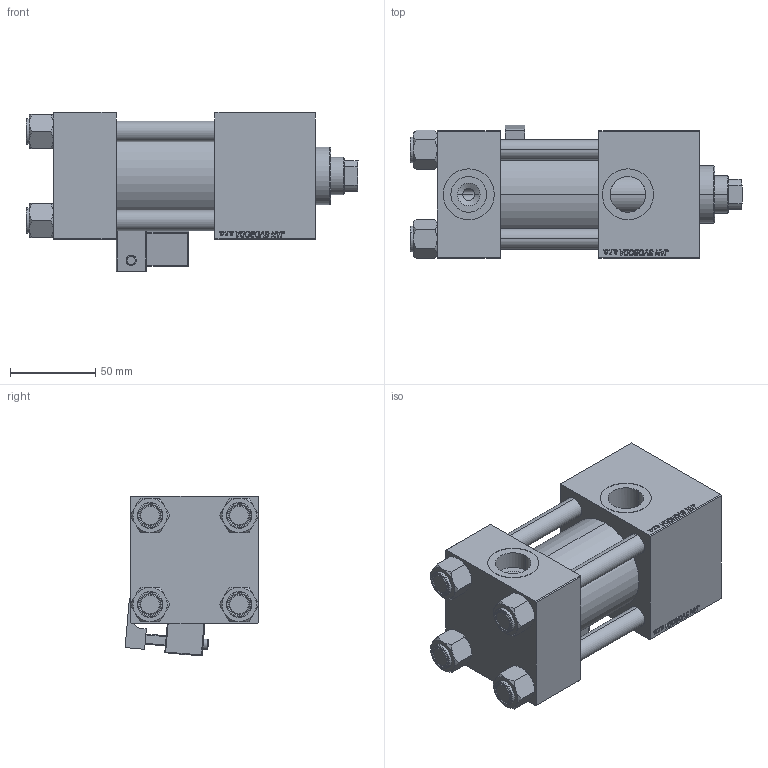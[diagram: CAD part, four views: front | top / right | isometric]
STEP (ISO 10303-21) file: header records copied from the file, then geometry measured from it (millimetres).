
FILE_DESCRIPTION (( 'STEP AP203' ), '1' );
FILE_NAME ('136b.STEP', '2023-04-28T07:26:51', ( '' ), ( '' ), 'SwSTEP 2.0', 'SolidWorks 2019', '' );
FILE_SCHEMA (( 'CONFIG_CONTROL_DESIGN' ));
Length unit declared in the file: millimetre
Products named in the file (7): NUT_M5_V215CD_C 3870f7fe79d0f31bbd47a6a81d912519; V215CD_VCP_C 3870f7fe79d0f31bbd47a6a81d912519; V215CR_MSU 3870f7fe79d0f31bbd47a6a81d912519; V215CD_VC_C 3870f7fe79d0f31bbd47a6a81d912519; 136b; V215CD_C_TYCINKA 3870f7fe79d0f31bbd47a6a81d912519; V215CD_Body_C 3870f7fe79d0f31bbd47a6a81d912519
Assembly tree (12 placements, depth 2):
  136b
    V215CD_Body_C 3870f7fe79d0f31bbd47a6a81d912519
    V215CD_VC_C 3870f7fe79d0f31bbd47a6a81d912519
    V215CD_VCP_C 3870f7fe79d0f31bbd47a6a81d912519
    V215CD_C_TYCINKA 3870f7fe79d0f31bbd47a6a81d912519  x4
    NUT_M5_V215CD_C 3870f7fe79d0f31bbd47a6a81d912519  x4
    V215CR_MSU 3870f7fe79d0f31bbd47a6a81d912519
Bounding box: 195 x 78.61 x 93.85 mm (x, y, z)
Volume: 677537.2 mm3; surface area: 153419.7 mm2
Topology: 12 solids, 12 shells, 1225 faces, 3053 edges, 1961 vertices
Faces by surface type: plane 555, bspline 392, cone 136, cylinder 116, torus 14, sphere 12
Entity records: 52380 total; most frequent: CARTESIAN_POINT 27457, ORIENTED_EDGE 5574, DIRECTION 3691, EDGE_CURVE 2787, VERTEX_POINT 1817, LINE 1689, VECTOR 1689, EDGE_LOOP 1238
